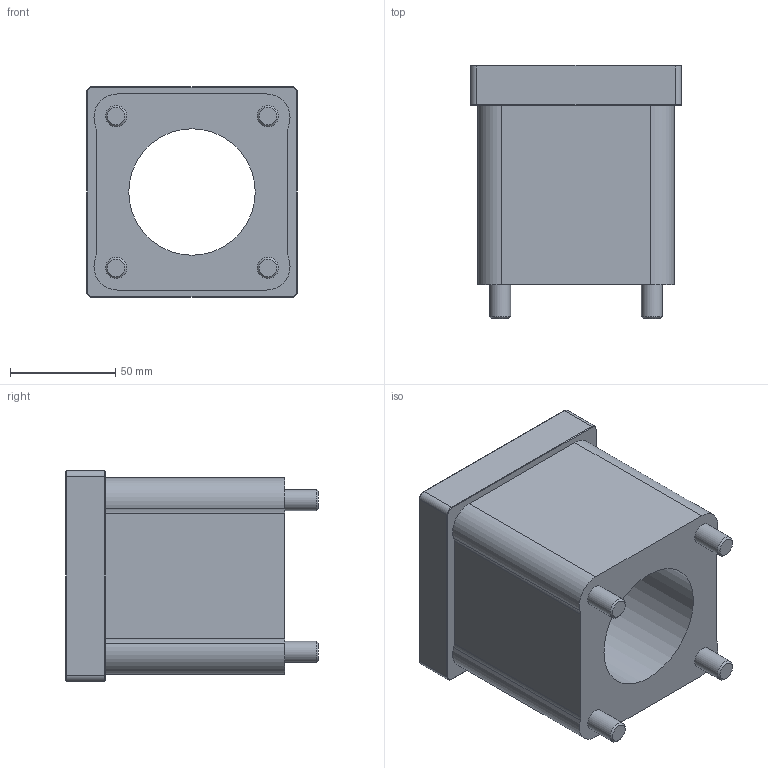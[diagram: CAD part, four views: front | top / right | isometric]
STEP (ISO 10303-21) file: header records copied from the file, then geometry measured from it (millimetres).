
FILE_DESCRIPTION(/* description */ (''),/* implementation_level */ '2;1');
FILE_NAME(/* name */ 'CAD_102293.stp',/* time_stamp */ '2018-10-26T09:42:35+02:00',/* author */ ('Hypex'),/* organization */ ('Hypex'),/* preprocessor_version */ 'ST-DEVELOPER v17',/* originating_system */ 'Autodesk Inventor 2018',/* authorisation */ '');
FILE_SCHEMA (('AUTOMOTIVE_DESIGN { 1 0 10303 214 3 1 1 }'));
Length unit declared in the file: millimetre
Products named in the file (1): CAD_102293
Bounding box: 100 x 120 x 100 mm (x, y, z)
Volume: 586039.8 mm3; surface area: 75917.7 mm2
Topology: 1 solids, 1 shells, 71 faces, 152 edges, 97 vertices
Faces by surface type: plane 32, cylinder 26, cone 13
Full cylindrical faces by diameter (mm): 6.647 x4, 10 x4, 14.4 x4, 60 x1, 95 x1
Entity records: 1978 total; most frequent: DIRECTION 369, CARTESIAN_POINT 321, ORIENTED_EDGE 304, EDGE_CURVE 152, AXIS2_PLACEMENT_3D 145, VERTEX_POINT 97, EDGE_LOOP 87, LINE 79
